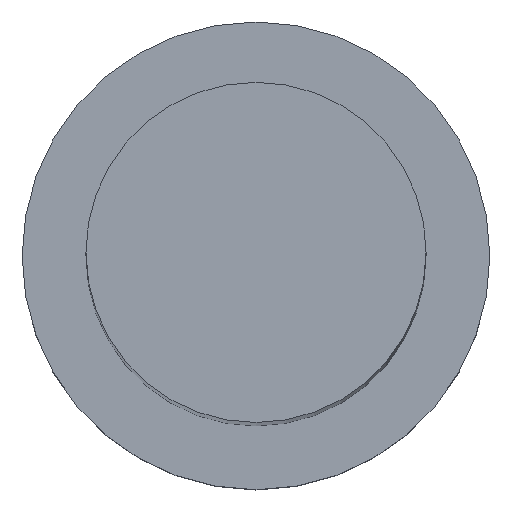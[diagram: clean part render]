
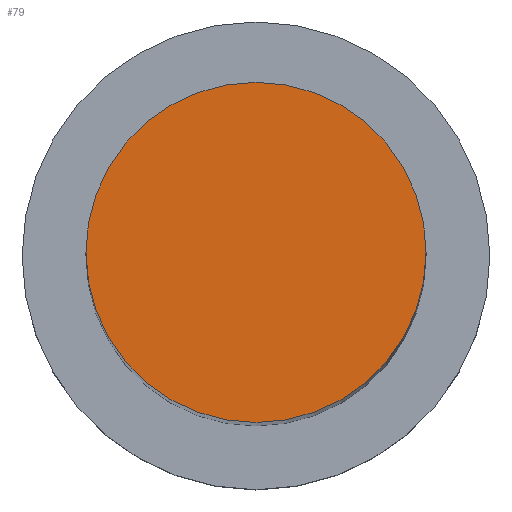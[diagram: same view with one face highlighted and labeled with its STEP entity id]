
A CAD part, top view. The second image highlights one B-rep face of the part: STEP entity #79.
In plain terms, the highlighted planar face has unit normal (0, 0, 1).
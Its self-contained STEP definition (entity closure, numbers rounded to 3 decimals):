
#4 = VERTEX_POINT ( 'NONE', #6 ) ;
#6 = CARTESIAN_POINT ( 'NONE',  ( 8., 0., 100. ) ) ;
#15 = CARTESIAN_POINT ( 'NONE',  ( -8., 0., 100. ) ) ;
#26 = ORIENTED_EDGE ( 'NONE', *, *, #112, .T. ) ;
#49 = DIRECTION ( 'NONE',  ( 0., 0., 1. ) ) ;
#65 = ORIENTED_EDGE ( 'NONE', *, *, #233, .T. ) ;
#69 = PLANE ( 'NONE',  #231 ) ;
#72 = DIRECTION ( 'NONE',  ( 0., 0., 1. ) ) ;
#79 = ADVANCED_FACE ( 'NONE', ( #173 ), #69, .T. ) ;
#92 = CARTESIAN_POINT ( 'NONE',  ( 0., 0., 100. ) ) ;
#102 = AXIS2_PLACEMENT_3D ( 'NONE', #210, #72, #153 ) ;
#112 = EDGE_CURVE ( 'NONE', #163, #4, #211, .T. ) ;
#120 = EDGE_LOOP ( 'NONE', ( #26, #65 ) ) ;
#153 = DIRECTION ( 'NONE',  ( 1., 0., 0. ) ) ;
#163 = VERTEX_POINT ( 'NONE', #15 ) ;
#173 = FACE_OUTER_BOUND ( 'NONE', #120, .T. ) ;
#199 = DIRECTION ( 'NONE',  ( 1., 0., 0. ) ) ;
#206 = CIRCLE ( 'NONE', #250, 8. ) ;
#210 = CARTESIAN_POINT ( 'NONE',  ( 0., 0., 100. ) ) ;
#211 = CIRCLE ( 'NONE', #102, 8. ) ;
#228 = CARTESIAN_POINT ( 'NONE',  ( 0., 0., 100. ) ) ;
#231 = AXIS2_PLACEMENT_3D ( 'NONE', #228, #49, #199 ) ;
#233 = EDGE_CURVE ( 'NONE', #4, #163, #206, .T. ) ;
#237 = DIRECTION ( 'NONE',  ( 0., 0., 1. ) ) ;
#241 = DIRECTION ( 'NONE',  ( 1., 0., 0. ) ) ;
#250 = AXIS2_PLACEMENT_3D ( 'NONE', #92, #237, #241 ) ;
